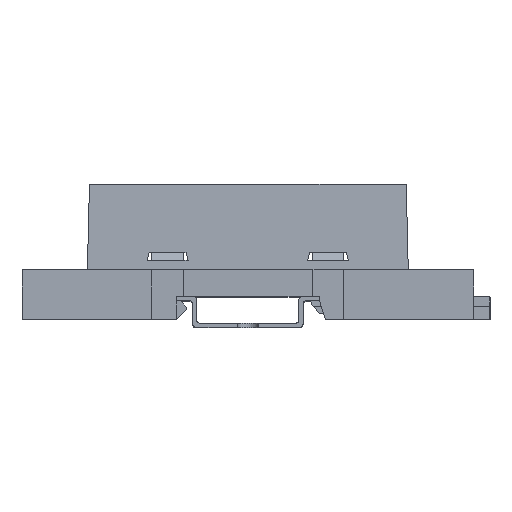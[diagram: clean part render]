
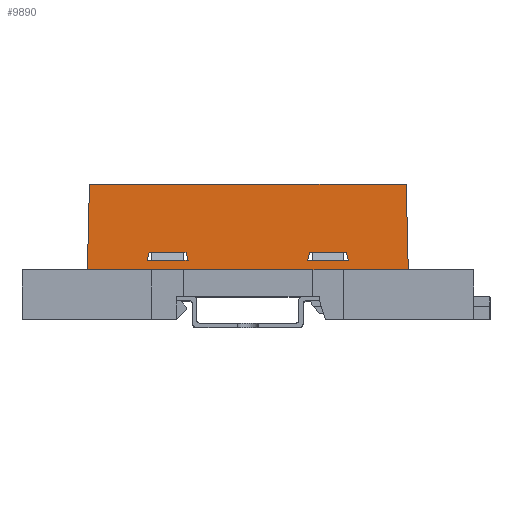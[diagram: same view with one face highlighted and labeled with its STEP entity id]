
A CAD part, top view. The second image highlights one B-rep face of the part: STEP entity #9890.
In plain terms, the highlighted planar face has unit normal (0, 0.024, 1).
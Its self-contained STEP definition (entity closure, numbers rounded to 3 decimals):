
#453 = VECTOR ( 'NONE', #12752, 1000. ) ;
#688 = VECTOR ( 'NONE', #11100, 1000. ) ;
#789 = CARTESIAN_POINT ( 'NONE',  ( -40., 0., 30. ) ) ;
#804 = DIRECTION ( 'NONE',  ( 1., 0., 0. ) ) ;
#964 = CARTESIAN_POINT ( 'NONE',  ( -40., 4.3, 29.898 ) ) ;
#1033 = VERTEX_POINT ( 'NONE', #3057 ) ;
#1065 = CARTESIAN_POINT ( 'NONE',  ( -15.375, 2.3, 29.945 ) ) ;
#1361 = CARTESIAN_POINT ( 'NONE',  ( -39.5, 21., 29.5 ) ) ;
#1698 = EDGE_CURVE ( 'NONE', #1033, #18122, #2368, .T. ) ;
#1766 = EDGE_CURVE ( 'NONE', #17077, #14126, #4734, .T. ) ;
#1864 = FACE_OUTER_BOUND ( 'NONE', #17586, .T. ) ;
#1884 = VERTEX_POINT ( 'NONE', #9706 ) ;
#2275 = CARTESIAN_POINT ( 'NONE',  ( 15.108, 7.231, 29.828 ) ) ;
#2368 = LINE ( 'NONE', #3520, #19285 ) ;
#2755 = ORIENTED_EDGE ( 'NONE', *, *, #18573, .T. ) ;
#2803 = LINE ( 'NONE', #2275, #453 ) ;
#2944 = DIRECTION ( 'NONE',  ( 0., -0.024, -1. ) ) ;
#2989 = DIRECTION ( 'NONE',  ( -1., 0., 0. ) ) ;
#3057 = CARTESIAN_POINT ( 'NONE',  ( -25.375, 2.3, 29.945 ) ) ;
#3487 = VERTEX_POINT ( 'NONE', #10577 ) ;
#3520 = CARTESIAN_POINT ( 'NONE',  ( -21.835, 16.461, 29.608 ) ) ;
#4079 = ORIENTED_EDGE ( 'NONE', *, *, #18596, .T. ) ;
#4140 = ORIENTED_EDGE ( 'NONE', *, *, #1698, .T. ) ;
#4402 = PLANE ( 'NONE',  #9174 ) ;
#4560 = DIRECTION ( 'NONE',  ( 0.242, -0.97, 0.023 ) ) ;
#4734 = LINE ( 'NONE', #5015, #6359 ) ;
#4760 = EDGE_CURVE ( 'NONE', #8277, #14126, #9260, .T. ) ;
#5015 = CARTESIAN_POINT ( 'NONE',  ( -40., 21., 29.5 ) ) ;
#5407 = CARTESIAN_POINT ( 'NONE',  ( 38.5, 0., 30. ) ) ;
#5919 = CARTESIAN_POINT ( 'NONE',  ( -21.223, 25.692, 29.388 ) ) ;
#6036 = CARTESIAN_POINT ( 'NONE',  ( 23.375, 4.3, 29.898 ) ) ;
#6294 = VECTOR ( 'NONE', #10850, 1000. ) ;
#6359 = VECTOR ( 'NONE', #804, 1000. ) ;
#6625 = LINE ( 'NONE', #16059, #9658 ) ;
#6682 = EDGE_LOOP ( 'NONE', ( #12300, #12089, #2755, #7176 ) ) ;
#6982 = DIRECTION ( 'NONE',  ( 1., 0., 0. ) ) ;
#7069 = ORIENTED_EDGE ( 'NONE', *, *, #1766, .F. ) ;
#7151 = DIRECTION ( 'NONE',  ( -0.024, 0.999, -0.024 ) ) ;
#7176 = ORIENTED_EDGE ( 'NONE', *, *, #8248, .T. ) ;
#7373 = CARTESIAN_POINT ( 'NONE',  ( -40., 21., 29.5 ) ) ;
#7378 = VERTEX_POINT ( 'NONE', #10909 ) ;
#7419 = CARTESIAN_POINT ( 'NONE',  ( -40., 2.3, 29.945 ) ) ;
#7609 = VECTOR ( 'NONE', #4560, 1000. ) ;
#7878 = CARTESIAN_POINT ( 'NONE',  ( 13.875, 2.3, 29.945 ) ) ;
#8248 = EDGE_CURVE ( 'NONE', #12066, #3487, #6625, .T. ) ;
#8277 = VERTEX_POINT ( 'NONE', #5407 ) ;
#8871 = LINE ( 'NONE', #964, #9090 ) ;
#8885 = FACE_BOUND ( 'NONE', #6682, .T. ) ;
#9090 = VECTOR ( 'NONE', #6982, 1000. ) ;
#9174 = AXIS2_PLACEMENT_3D ( 'NONE', #7373, #2944, #18102 ) ;
#9260 = LINE ( 'NONE', #10234, #14211 ) ;
#9507 = EDGE_CURVE ( 'NONE', #3487, #13633, #15751, .T. ) ;
#9544 = LINE ( 'NONE', #16735, #6294 ) ;
#9658 = VECTOR ( 'NONE', #12828, 1000. ) ;
#9706 = CARTESIAN_POINT ( 'NONE',  ( 14.375, 4.3, 29.898 ) ) ;
#9868 = CARTESIAN_POINT ( 'NONE',  ( -40., 0., 30. ) ) ;
#9890 = ADVANCED_FACE ( 'NONE', ( #14302, #8885, #1864 ), #4402, .F. ) ;
#10234 = CARTESIAN_POINT ( 'NONE',  ( 37.956, 22.855, 29.456 ) ) ;
#10577 = CARTESIAN_POINT ( 'NONE',  ( 23.875, 2.3, 29.945 ) ) ;
#10717 = EDGE_CURVE ( 'NONE', #14077, #8277, #15000, .T. ) ;
#10785 = DIRECTION ( 'NONE',  ( 0.242, 0.97, -0.023 ) ) ;
#10850 = DIRECTION ( 'NONE',  ( -0.024, -0.999, 0.024 ) ) ;
#10891 = LINE ( 'NONE', #5919, #7609 ) ;
#10909 = CARTESIAN_POINT ( 'NONE',  ( -15.875, 4.3, 29.898 ) ) ;
#11100 = DIRECTION ( 'NONE',  ( -1., 0., 0. ) ) ;
#11105 = EDGE_LOOP ( 'NONE', ( #18304, #4140, #4079, #14621 ) ) ;
#11449 = CARTESIAN_POINT ( 'NONE',  ( 38., 21., 29.5 ) ) ;
#11860 = ORIENTED_EDGE ( 'NONE', *, *, #10717, .T. ) ;
#12066 = VERTEX_POINT ( 'NONE', #6036 ) ;
#12089 = ORIENTED_EDGE ( 'NONE', *, *, #16037, .T. ) ;
#12300 = ORIENTED_EDGE ( 'NONE', *, *, #9507, .T. ) ;
#12752 = DIRECTION ( 'NONE',  ( 0.242, 0.97, -0.023 ) ) ;
#12828 = DIRECTION ( 'NONE',  ( 0.242, -0.97, 0.023 ) ) ;
#13033 = CARTESIAN_POINT ( 'NONE',  ( -40., 4.3, 29.898 ) ) ;
#13200 = EDGE_CURVE ( 'NONE', #7378, #17466, #10891, .T. ) ;
#13238 = DIRECTION ( 'NONE',  ( 1., 0., 0. ) ) ;
#13370 = LINE ( 'NONE', #15524, #688 ) ;
#13586 = VECTOR ( 'NONE', #13238, 1000. ) ;
#13633 = VERTEX_POINT ( 'NONE', #7878 ) ;
#14077 = VERTEX_POINT ( 'NONE', #9868 ) ;
#14126 = VERTEX_POINT ( 'NONE', #11449 ) ;
#14211 = VECTOR ( 'NONE', #7151, 1000. ) ;
#14302 = FACE_BOUND ( 'NONE', #11105, .T. ) ;
#14621 = ORIENTED_EDGE ( 'NONE', *, *, #13200, .T. ) ;
#14776 = VECTOR ( 'NONE', #18722, 1000. ) ;
#15000 = LINE ( 'NONE', #789, #14776 ) ;
#15083 = ORIENTED_EDGE ( 'NONE', *, *, #4760, .T. ) ;
#15273 = VECTOR ( 'NONE', #2989, 1000. ) ;
#15524 = CARTESIAN_POINT ( 'NONE',  ( -40., 2.3, 29.945 ) ) ;
#15751 = LINE ( 'NONE', #7419, #15273 ) ;
#15957 = CARTESIAN_POINT ( 'NONE',  ( -24.875, 4.3, 29.898 ) ) ;
#16037 = EDGE_CURVE ( 'NONE', #13633, #1884, #2803, .T. ) ;
#16059 = CARTESIAN_POINT ( 'NONE',  ( 15.72, 34.922, 29.169 ) ) ;
#16735 = CARTESIAN_POINT ( 'NONE',  ( -39.5, 20.988, 29.5 ) ) ;
#17077 = VERTEX_POINT ( 'NONE', #1361 ) ;
#17348 = EDGE_CURVE ( 'NONE', #17466, #1033, #13370, .T. ) ;
#17466 = VERTEX_POINT ( 'NONE', #1065 ) ;
#17586 = EDGE_LOOP ( 'NONE', ( #11860, #15083, #7069, #19116 ) ) ;
#18102 = DIRECTION ( 'NONE',  ( 0., 1., -0.024 ) ) ;
#18122 = VERTEX_POINT ( 'NONE', #15957 ) ;
#18304 = ORIENTED_EDGE ( 'NONE', *, *, #17348, .T. ) ;
#18573 = EDGE_CURVE ( 'NONE', #1884, #12066, #8871, .T. ) ;
#18596 = EDGE_CURVE ( 'NONE', #18122, #7378, #18970, .T. ) ;
#18722 = DIRECTION ( 'NONE',  ( 1., 0., 0. ) ) ;
#18833 = EDGE_CURVE ( 'NONE', #17077, #14077, #9544, .T. ) ;
#18970 = LINE ( 'NONE', #13033, #13586 ) ;
#19116 = ORIENTED_EDGE ( 'NONE', *, *, #18833, .T. ) ;
#19285 = VECTOR ( 'NONE', #10785, 1000. ) ;
